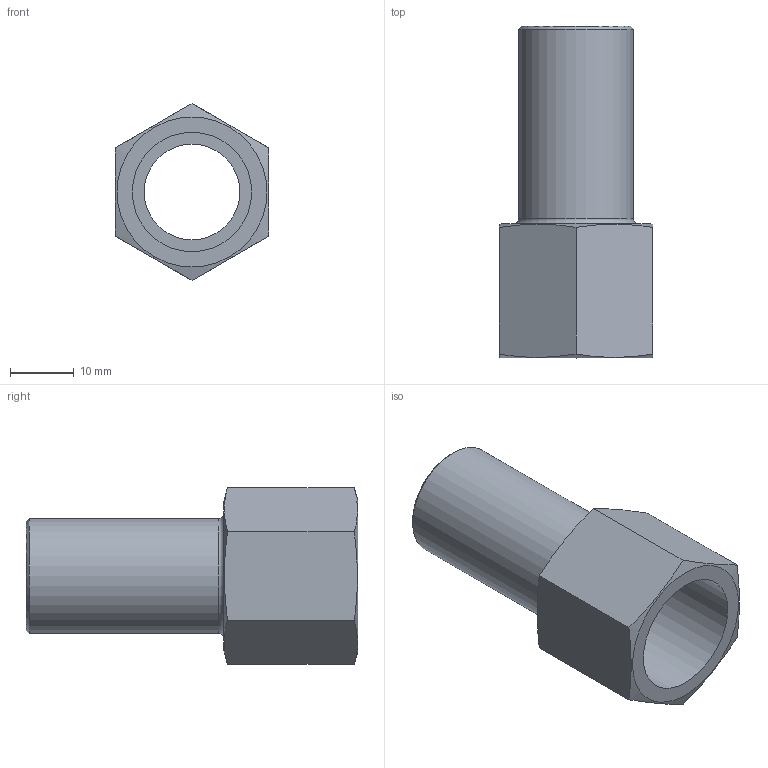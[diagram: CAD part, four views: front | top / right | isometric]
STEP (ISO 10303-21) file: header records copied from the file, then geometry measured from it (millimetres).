
FILE_DESCRIPTION(/* description */ ('MANICOTTO CON INSERIMENTO FILETTO FEMMINA 18x1/2'''' (INOXPRES GAS)'),/* implementation_level */ '2;1');
FILE_NAME(/* name */ '269102018_Inoxpres.stp',/* time_stamp */ '2022-10-13T08:48:20+02:00',/* author */ ('Vault'),/* organization */ ('Raccorderie metalliche s.p.a. '),/* preprocessor_version */ 'ST-DEVELOPER v18.1',/* originating_system */ 'Autodesk Inventor 2020',/* authorisation */ 'Raccorderie metalliche s.p.a. ');
FILE_SCHEMA (('AUTOMOTIVE_DESIGN { 1 0 10303 214 3 1 1 }'));
Length unit declared in the file: millimetre
Products named in the file (1): 269102018_Inoxpres
Bounding box: 24 x 52 x 27.71 mm (x, y, z)
Volume: 7385.6 mm3; surface area: 6718.4 mm2
Topology: 1 solids, 1 shells, 18 faces, 46 edges, 32 vertices
Faces by surface type: plane 10, cone 4, cylinder 3, torus 1
Full cylindrical faces by diameter (mm): 15 x1, 18 x1, 18.7 x1
Entity records: 596 total; most frequent: CARTESIAN_POINT 121, DIRECTION 93, ORIENTED_EDGE 92, EDGE_CURVE 46, AXIS2_PLACEMENT_3D 40, VERTEX_POINT 32, EDGE_LOOP 22, CIRCLE 21
